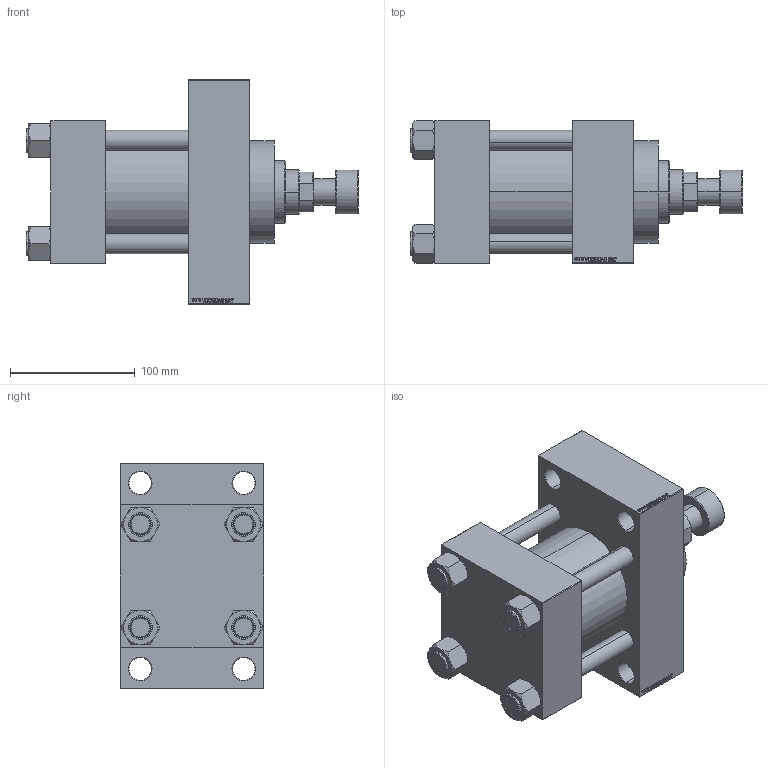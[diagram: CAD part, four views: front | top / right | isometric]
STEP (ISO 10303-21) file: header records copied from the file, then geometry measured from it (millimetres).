
FILE_DESCRIPTION (( 'STEP AP203' ), '1' );
FILE_NAME ('f7ef.STEP', '2024-04-18T13:46:03', ( '' ), ( '' ), 'SwSTEP 2.0', 'SolidWorks 2019', '' );
FILE_SCHEMA (( 'CONFIG_CONTROL_DESIGN' ));
Length unit declared in the file: millimetre
Products named in the file (7): V215CR_D_TYCINKA 511dd2d972e47ef68804080452db9129; V215_VC_A 511dd2d972e47ef68804080452db9129; V215CR_D_Body 511dd2d972e47ef68804080452db9129; NUT_M5_D 511dd2d972e47ef68804080452db9129; f7ef; V215CR_ROD_END_F 511dd2d972e47ef68804080452db9129; V215CR_VCP_D 511dd2d972e47ef68804080452db9129
Assembly tree (12 placements, depth 2):
  f7ef
    V215CR_D_Body 511dd2d972e47ef68804080452db9129
    V215CR_VCP_D 511dd2d972e47ef68804080452db9129
    NUT_M5_D 511dd2d972e47ef68804080452db9129  x4
    V215CR_D_TYCINKA 511dd2d972e47ef68804080452db9129  x4
    V215_VC_A 511dd2d972e47ef68804080452db9129
    V215CR_ROD_END_F 511dd2d972e47ef68804080452db9129
Bounding box: 266 x 115 x 180 mm (x, y, z)
Volume: 2020724.7 mm3; surface area: 299470.6 mm2
Topology: 12 solids, 12 shells, 1166 faces, 2930 edges, 1901 vertices
Faces by surface type: plane 549, bspline 368, cone 144, cylinder 93, torus 12
Entity records: 48162 total; most frequent: CARTESIAN_POINT 25244, ORIENTED_EDGE 5124, DIRECTION 3350, EDGE_CURVE 2562, VERTEX_POINT 1679, LINE 1534, VECTOR 1534, EDGE_LOOP 1143
